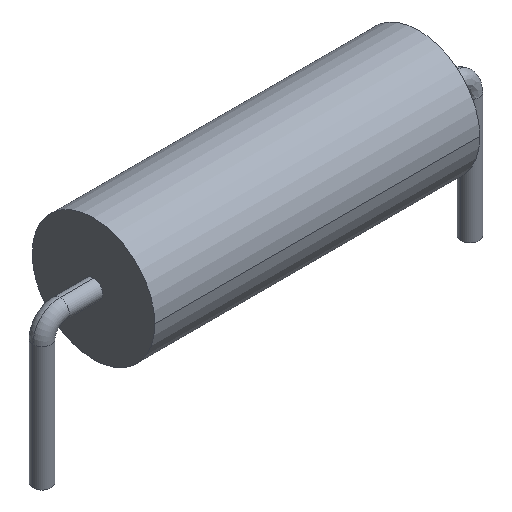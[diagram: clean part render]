
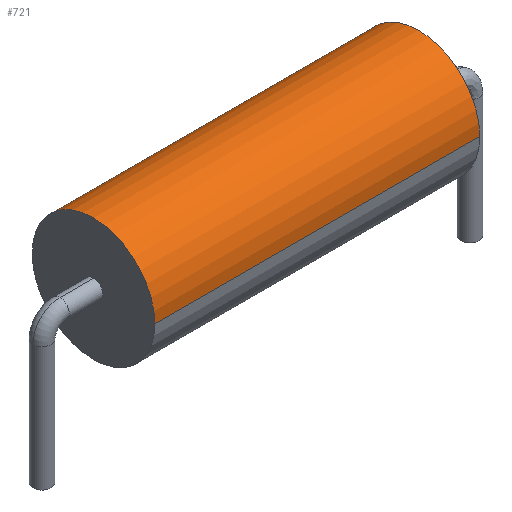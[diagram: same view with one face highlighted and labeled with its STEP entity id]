
A CAD part, isometric view. The second image highlights one B-rep face of the part: STEP entity #721.
In plain terms, the highlighted cylindrical face has radius 2.73 mm (diameter 5.46 mm), a partial arc.
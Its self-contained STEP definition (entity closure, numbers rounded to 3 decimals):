
#661=CARTESIAN_POINT('',(7.235,2.73,2.73));
#662=VERTEX_POINT('',#661);
#663=CARTESIAN_POINT('',(-7.235,2.73,2.73));
#664=VERTEX_POINT('',#663);
#665=CARTESIAN_POINT('',(7.235,2.73,2.73));
#666=DIRECTION('',(-1.0,0.0,0.0));
#667=VECTOR('',#666,14.47);
#668=LINE('',#665,#667);
#669=EDGE_CURVE('',#662,#664,#668,.T.);
#671=CARTESIAN_POINT('',(7.235,-2.73,2.73));
#672=VERTEX_POINT('',#671);
#680=CARTESIAN_POINT('',(-7.235,-2.73,2.73));
#681=VERTEX_POINT('',#680);
#682=CARTESIAN_POINT('',(7.235,-2.73,2.73));
#683=DIRECTION('',(-1.0,0.0,0.0));
#684=VECTOR('',#683,14.47);
#685=LINE('',#682,#684);
#686=EDGE_CURVE('',#672,#681,#685,.T.);
#698=CARTESIAN_POINT('',(-7.235,0.0,2.73));
#699=DIRECTION('',(1.0,0.,0.0));
#700=DIRECTION('',(0.0,1.0,0.0));
#701=AXIS2_PLACEMENT_3D('',#698,#699,#700);
#702=CYLINDRICAL_SURFACE('',#701,2.73);
#703=ORIENTED_EDGE('',*,*,#669,.T.);
#704=CARTESIAN_POINT('',(-7.235,0.0,2.73));
#705=DIRECTION('',(1.0,0.0,0.0));
#706=DIRECTION('',(0.0,1.0,0.0));
#707=AXIS2_PLACEMENT_3D('',#704,#705,#706);
#708=CIRCLE('',#707,2.73);
#709=EDGE_CURVE('',#664,#681,#708,.T.);
#710=ORIENTED_EDGE('',*,*,#709,.T.);
#711=ORIENTED_EDGE('',*,*,#686,.F.);
#712=CARTESIAN_POINT('',(7.235,0.,2.73));
#713=DIRECTION('',(-1.0,0.0,0.0));
#714=DIRECTION('',(0.0,1.0,0.0));
#715=AXIS2_PLACEMENT_3D('',#712,#713,#714);
#716=CIRCLE('',#715,2.73);
#717=EDGE_CURVE('',#672,#662,#716,.T.);
#718=ORIENTED_EDGE('',*,*,#717,.T.);
#719=EDGE_LOOP('',(#703,#710,#711,#718));
#720=FACE_OUTER_BOUND('',#719,.T.);
#721=ADVANCED_FACE('',(#720),#702,.T.);
